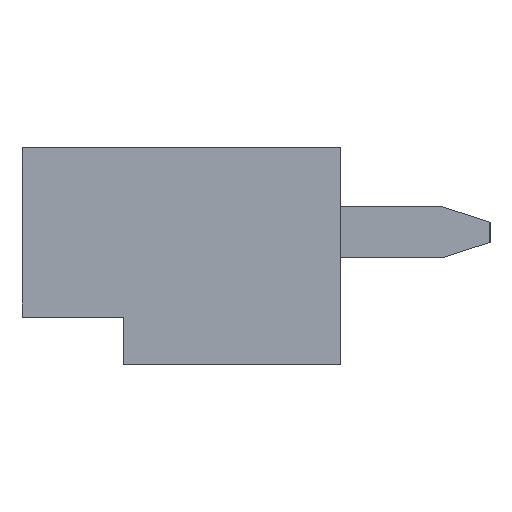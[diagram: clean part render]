
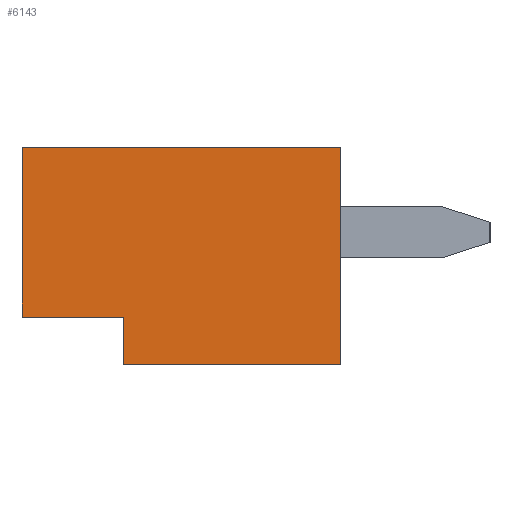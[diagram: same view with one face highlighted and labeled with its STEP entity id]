
A CAD part, left-side view. The second image highlights one B-rep face of the part: STEP entity #6143.
In plain terms, the highlighted planar face has unit normal (-1, 0, 0).
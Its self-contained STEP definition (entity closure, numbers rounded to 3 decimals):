
#397=FACE_OUTER_BOUND('',#736,.T.);
#736=EDGE_LOOP('',(#5421,#5422,#5423,#5424,#5425,#5426));
#1457=LINE('',#9473,#2297);
#1477=LINE('',#9512,#2317);
#1482=LINE('',#9524,#2322);
#1487=LINE('',#9534,#2327);
#1506=LINE('',#9571,#2346);
#1513=LINE('',#9584,#2353);
#2297=VECTOR('',#7805,10.);
#2317=VECTOR('',#7827,10.);
#2322=VECTOR('',#7834,10.);
#2327=VECTOR('',#7841,10.);
#2346=VECTOR('',#7868,10.);
#2353=VECTOR('',#7877,10.);
#2869=VERTEX_POINT('',#9470);
#2870=VERTEX_POINT('',#9472);
#2888=VERTEX_POINT('',#9510);
#2893=VERTEX_POINT('',#9521);
#2894=VERTEX_POINT('',#9523);
#2898=VERTEX_POINT('',#9533);
#3665=EDGE_CURVE('',#2870,#2869,#1457,.T.);
#3685=EDGE_CURVE('',#2869,#2888,#1477,.T.);
#3690=EDGE_CURVE('',#2894,#2893,#1482,.T.);
#3695=EDGE_CURVE('',#2898,#2894,#1487,.T.);
#3714=EDGE_CURVE('',#2898,#2888,#1506,.T.);
#3721=EDGE_CURVE('',#2870,#2893,#1513,.T.);
#5421=ORIENTED_EDGE('',*,*,#3690,.T.);
#5422=ORIENTED_EDGE('',*,*,#3721,.F.);
#5423=ORIENTED_EDGE('',*,*,#3665,.T.);
#5424=ORIENTED_EDGE('',*,*,#3685,.T.);
#5425=ORIENTED_EDGE('',*,*,#3714,.F.);
#5426=ORIENTED_EDGE('',*,*,#3695,.T.);
#5808=PLANE('',#6508);
#6143=ADVANCED_FACE('',(#397),#5808,.T.);
#6508=AXIS2_PLACEMENT_3D('',#9730,#8021,#8022);
#7805=DIRECTION('',(0.,0.,1.));
#7827=DIRECTION('',(0.,1.,0.));
#7834=DIRECTION('',(0.,0.,-1.));
#7841=DIRECTION('',(0.,-1.,0.));
#7868=DIRECTION('',(0.,0.,1.));
#7877=DIRECTION('',(0.,1.,0.));
#8021=DIRECTION('center_axis',(-1.,0.,0.));
#8022=DIRECTION('ref_axis',(0.,0.,1.));
#9470=CARTESIAN_POINT('',(0.,0.,0.));
#9472=CARTESIAN_POINT('',(0.,0.,-3.2));
#9473=CARTESIAN_POINT('',(0.,0.,-3.2));
#9510=CARTESIAN_POINT('',(0.,4.7,0.));
#9512=CARTESIAN_POINT('',(0.,0.,0.));
#9521=CARTESIAN_POINT('',(0.,3.2,-3.2));
#9523=CARTESIAN_POINT('',(0.,3.2,-2.5));
#9524=CARTESIAN_POINT('',(0.,3.2,-2.85));
#9533=CARTESIAN_POINT('',(0.,4.7,-2.5));
#9534=CARTESIAN_POINT('',(0.,2.35,-2.5));
#9571=CARTESIAN_POINT('',(0.,4.7,-3.2));
#9584=CARTESIAN_POINT('',(0.,0.,-3.2));
#9730=CARTESIAN_POINT('Origin',(0.,0.,-3.2));
